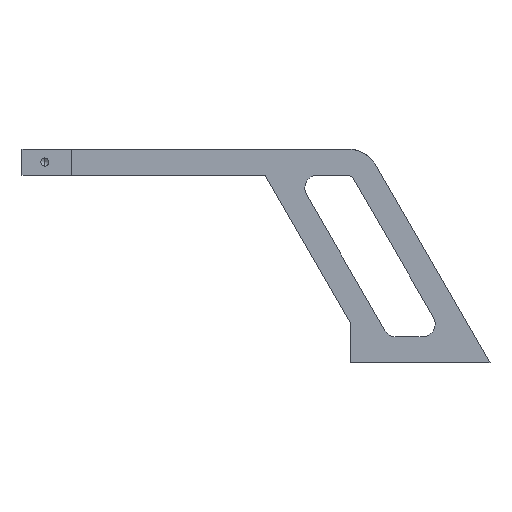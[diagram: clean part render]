
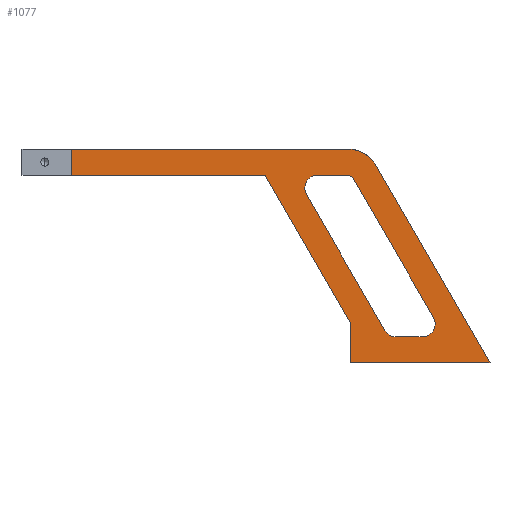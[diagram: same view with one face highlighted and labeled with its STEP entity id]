
A CAD part, front view. The second image highlights one B-rep face of the part: STEP entity #1077.
In plain terms, the highlighted face is planar.
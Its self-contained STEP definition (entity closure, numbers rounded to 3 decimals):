
#14 = DIRECTION ( 'NONE',  ( 0., 0., -1. ) ) ;
#45 = CARTESIAN_POINT ( 'NONE',  ( -19.687, 576., -90. ) ) ;
#46 = DIRECTION ( 'NONE',  ( 0., 0., 1. ) ) ;
#52 = DIRECTION ( 'NONE',  ( 0.5, 0., 0.866 ) ) ;
#54 = VERTEX_POINT ( 'NONE', #629 ) ;
#62 = DIRECTION ( 'NONE',  ( 0., 0., 1. ) ) ;
#64 = VECTOR ( 'NONE', #1274, 1000. ) ;
#92 = CARTESIAN_POINT ( 'NONE',  ( -44.948, 576., -90. ) ) ;
#118 = LINE ( 'NONE', #690, #1772 ) ;
#131 = VERTEX_POINT ( 'NONE', #635 ) ;
#146 = CIRCLE ( 'NONE', #406, 4. ) ;
#147 = CARTESIAN_POINT ( 'NONE',  ( -19.687, 576., -88. ) ) ;
#150 = VERTEX_POINT ( 'NONE', #998 ) ;
#152 = DIRECTION ( 'NONE',  ( 0., -1., 0. ) ) ;
#174 = AXIS2_PLACEMENT_3D ( 'NONE', #1872, #1207, #875 ) ;
#177 = ORIENTED_EDGE ( 'NONE', *, *, #1405, .F. ) ;
#200 = DIRECTION ( 'NONE',  ( 1., 0., 0. ) ) ;
#234 = CARTESIAN_POINT ( 'NONE',  ( -4.822, 576., -44.5 ) ) ;
#252 = CARTESIAN_POINT ( 'NONE',  ( -28.782, 576., -86. ) ) ;
#276 = CARTESIAN_POINT ( 'NONE',  ( 23.903, 576., -32.5 ) ) ;
#277 = DIRECTION ( 'NONE',  ( 1., 0., 0. ) ) ;
#287 = CARTESIAN_POINT ( 'NONE',  ( -119.352, 576., -98. ) ) ;
#288 = EDGE_CURVE ( 'NONE', #1820, #1305, #427, .T. ) ;
#305 = ORIENTED_EDGE ( 'NONE', *, *, #288, .T. ) ;
#393 = VECTOR ( 'NONE', #277, 1000. ) ;
#398 = CARTESIAN_POINT ( 'NONE',  ( -11.026, 576., -93. ) ) ;
#406 = AXIS2_PLACEMENT_3D ( 'NONE', #631, #152, #790 ) ;
#411 = EDGE_CURVE ( 'NONE', #1688, #1635, #1125, .T. ) ;
#424 = VERTEX_POINT ( 'NONE', #398 ) ;
#427 = CIRCLE ( 'NONE', #736, 4. ) ;
#445 = LINE ( 'NONE', #1539, #1874 ) ;
#447 = VECTOR ( 'NONE', #200, 1000. ) ;
#491 = VECTOR ( 'NONE', #799, 1000. ) ;
#501 = ORIENTED_EDGE ( 'NONE', *, *, #1983, .T. ) ;
#525 = DIRECTION ( 'NONE',  ( -0.5, 0., -0.866 ) ) ;
#593 = LINE ( 'NONE', #1324, #1814 ) ;
#615 = CARTESIAN_POINT ( 'NONE',  ( -18.72, 576., -32.5 ) ) ;
#629 = CARTESIAN_POINT ( 'NONE',  ( -104.352, 576., -98. ) ) ;
#631 = CARTESIAN_POINT ( 'NONE',  ( 3.119, 576., -44.5 ) ) ;
#635 = CARTESIAN_POINT ( 'NONE',  ( -28.782, 576., -90. ) ) ;
#668 = EDGE_CURVE ( 'NONE', #1688, #2128, #146, .T. ) ;
#673 = CARTESIAN_POINT ( 'NONE',  ( -119.352, 576., -90. ) ) ;
#685 = ORIENTED_EDGE ( 'NONE', *, *, #1506, .F. ) ;
#690 = CARTESIAN_POINT ( 'NONE',  ( -35.711, 576., -90. ) ) ;
#695 = CARTESIAN_POINT ( 'NONE',  ( 3.119, 576., -40.5 ) ) ;
#709 = CARTESIAN_POINT ( 'NONE',  ( -104.352, 576., -90. ) ) ;
#716 = LINE ( 'NONE', #287, #491 ) ;
#736 = AXIS2_PLACEMENT_3D ( 'NONE', #234, #1860, #46 ) ;
#790 = DIRECTION ( 'NONE',  ( 0., 0., 1. ) ) ;
#794 = EDGE_CURVE ( 'NONE', #1218, #150, #1341, .T. ) ;
#797 = AXIS2_PLACEMENT_3D ( 'NONE', #147, #1810, #1331 ) ;
#799 = DIRECTION ( 'NONE',  ( 1., 0., 0. ) ) ;
#802 = FACE_OUTER_BOUND ( 'NONE', #1746, .T. ) ;
#825 = LINE ( 'NONE', #2105, #393 ) ;
#851 = EDGE_CURVE ( 'NONE', #1348, #1305, #118, .T. ) ;
#869 = CARTESIAN_POINT ( 'NONE',  ( -18.72, 576., -44.571 ) ) ;
#875 = DIRECTION ( 'NONE',  ( 0., 0., 1. ) ) ;
#882 = FACE_BOUND ( 'NONE', #2027, .T. ) ;
#937 = CARTESIAN_POINT ( 'NONE',  ( -19.687, 576., -98. ) ) ;
#945 = VERTEX_POINT ( 'NONE', #615 ) ;
#962 = CIRCLE ( 'NONE', #1175, 4. ) ;
#963 = DIRECTION ( 'NONE',  ( 1., 0., 0. ) ) ;
#965 = ORIENTED_EDGE ( 'NONE', *, *, #1604, .F. ) ;
#966 = PLANE ( 'NONE',  #2049 ) ;
#998 = CARTESIAN_POINT ( 'NONE',  ( -44.948, 576., -90. ) ) ;
#1019 = ORIENTED_EDGE ( 'NONE', *, *, #1714, .T. ) ;
#1023 = EDGE_CURVE ( 'NONE', #1348, #131, #962, .T. ) ;
#1024 = ORIENTED_EDGE ( 'NONE', *, *, #668, .T. ) ;
#1043 = VECTOR ( 'NONE', #1397, 1000. ) ;
#1048 = VERTEX_POINT ( 'NONE', #937 ) ;
#1067 = DIRECTION ( 'NONE',  ( 0., -1., 0. ) ) ;
#1072 = CARTESIAN_POINT ( 'NONE',  ( -8.286, 576., -42.5 ) ) ;
#1077 = ADVANCED_FACE ( 'NONE', ( #882, #802 ), #966, .T. ) ;
#1082 = CARTESIAN_POINT ( 'NONE',  ( 10.047, 576., -40.5 ) ) ;
#1088 = LINE ( 'NONE', #2030, #1627 ) ;
#1099 = ORIENTED_EDGE ( 'NONE', *, *, #1171, .T. ) ;
#1125 = LINE ( 'NONE', #1082, #1855 ) ;
#1139 = LINE ( 'NONE', #1190, #1225 ) ;
#1171 = EDGE_CURVE ( 'NONE', #1760, #945, #445, .T. ) ;
#1175 = AXIS2_PLACEMENT_3D ( 'NONE', #252, #1067, #1241 ) ;
#1182 = DIRECTION ( 'NONE',  ( 0., 0., 1. ) ) ;
#1190 = CARTESIAN_POINT ( 'NONE',  ( 23.903, 576., -32.5 ) ) ;
#1207 = DIRECTION ( 'NONE',  ( 0., 1., 0. ) ) ;
#1218 = VERTEX_POINT ( 'NONE', #709 ) ;
#1225 = VECTOR ( 'NONE', #525, 1000. ) ;
#1239 = EDGE_CURVE ( 'NONE', #1248, #131, #1631, .T. ) ;
#1241 = DIRECTION ( 'NONE',  ( 0., 0., 1. ) ) ;
#1248 = VERTEX_POINT ( 'NONE', #2023 ) ;
#1274 = DIRECTION ( 'NONE',  ( 0.5, 0., 0.866 ) ) ;
#1279 = ORIENTED_EDGE ( 'NONE', *, *, #1239, .F. ) ;
#1285 = CIRCLE ( 'NONE', #797, 2. ) ;
#1295 = ORIENTED_EDGE ( 'NONE', *, *, #851, .F. ) ;
#1305 = VERTEX_POINT ( 'NONE', #1072 ) ;
#1324 = CARTESIAN_POINT ( 'NONE',  ( -18.72, 576., -32.5 ) ) ;
#1331 = DIRECTION ( 'NONE',  ( 0., 0., 1. ) ) ;
#1341 = LINE ( 'NONE', #2019, #447 ) ;
#1348 = VERTEX_POINT ( 'NONE', #1591 ) ;
#1352 = ORIENTED_EDGE ( 'NONE', *, *, #1503, .T. ) ;
#1388 = CARTESIAN_POINT ( 'NONE',  ( -4.822, 576., -40.5 ) ) ;
#1397 = DIRECTION ( 'NONE',  ( -1., 0., 0. ) ) ;
#1405 = EDGE_CURVE ( 'NONE', #1820, #2128, #825, .T. ) ;
#1438 = DIRECTION ( 'NONE',  ( -0.5, 0., -0.866 ) ) ;
#1489 = CIRCLE ( 'NONE', #174, 10. ) ;
#1503 = EDGE_CURVE ( 'NONE', #945, #2022, #593, .T. ) ;
#1506 = EDGE_CURVE ( 'NONE', #54, #1048, #716, .T. ) ;
#1508 = DIRECTION ( 'NONE',  ( 0., 1., 0. ) ) ;
#1529 = ORIENTED_EDGE ( 'NONE', *, *, #794, .T. ) ;
#1539 = CARTESIAN_POINT ( 'NONE',  ( -18.72, 576., -44.571 ) ) ;
#1555 = ORIENTED_EDGE ( 'NONE', *, *, #411, .F. ) ;
#1591 = CARTESIAN_POINT ( 'NONE',  ( -32.247, 576., -84. ) ) ;
#1604 = EDGE_CURVE ( 'NONE', #1635, #1248, #1285, .T. ) ;
#1627 = VECTOR ( 'NONE', #14, 1000. ) ;
#1631 = LINE ( 'NONE', #45, #1043 ) ;
#1635 = VERTEX_POINT ( 'NONE', #1665 ) ;
#1665 = CARTESIAN_POINT ( 'NONE',  ( -17.955, 576., -89. ) ) ;
#1688 = VERTEX_POINT ( 'NONE', #1848 ) ;
#1693 = ORIENTED_EDGE ( 'NONE', *, *, #1023, .T. ) ;
#1714 = EDGE_CURVE ( 'NONE', #2022, #424, #1139, .T. ) ;
#1726 = EDGE_CURVE ( 'NONE', #1218, #54, #1088, .T. ) ;
#1746 = EDGE_LOOP ( 'NONE', ( #1019, #1792, #685, #1921, #1529, #501, #1099, #1352 ) ) ;
#1760 = VERTEX_POINT ( 'NONE', #869 ) ;
#1772 = VECTOR ( 'NONE', #52, 1000. ) ;
#1792 = ORIENTED_EDGE ( 'NONE', *, *, #1821, .T. ) ;
#1810 = DIRECTION ( 'NONE',  ( 0., 1., 0. ) ) ;
#1814 = VECTOR ( 'NONE', #963, 1000. ) ;
#1820 = VERTEX_POINT ( 'NONE', #1388 ) ;
#1821 = EDGE_CURVE ( 'NONE', #424, #1048, #1489, .T. ) ;
#1848 = CARTESIAN_POINT ( 'NONE',  ( 6.583, 576., -46.5 ) ) ;
#1855 = VECTOR ( 'NONE', #1438, 1000. ) ;
#1860 = DIRECTION ( 'NONE',  ( 0., -1., 0. ) ) ;
#1872 = CARTESIAN_POINT ( 'NONE',  ( -19.687, 576., -88. ) ) ;
#1874 = VECTOR ( 'NONE', #62, 1000. ) ;
#1921 = ORIENTED_EDGE ( 'NONE', *, *, #1726, .F. ) ;
#1983 = EDGE_CURVE ( 'NONE', #150, #1760, #2083, .T. ) ;
#2019 = CARTESIAN_POINT ( 'NONE',  ( -119.352, 576., -90. ) ) ;
#2022 = VERTEX_POINT ( 'NONE', #276 ) ;
#2023 = CARTESIAN_POINT ( 'NONE',  ( -19.687, 576., -90. ) ) ;
#2027 = EDGE_LOOP ( 'NONE', ( #1295, #1693, #1279, #965, #1555, #1024, #177, #305 ) ) ;
#2030 = CARTESIAN_POINT ( 'NONE',  ( -104.352, 576., -90. ) ) ;
#2049 = AXIS2_PLACEMENT_3D ( 'NONE', #673, #1508, #1182 ) ;
#2083 = LINE ( 'NONE', #92, #64 ) ;
#2105 = CARTESIAN_POINT ( 'NONE',  ( -7.132, 576., -40.5 ) ) ;
#2128 = VERTEX_POINT ( 'NONE', #695 ) ;
